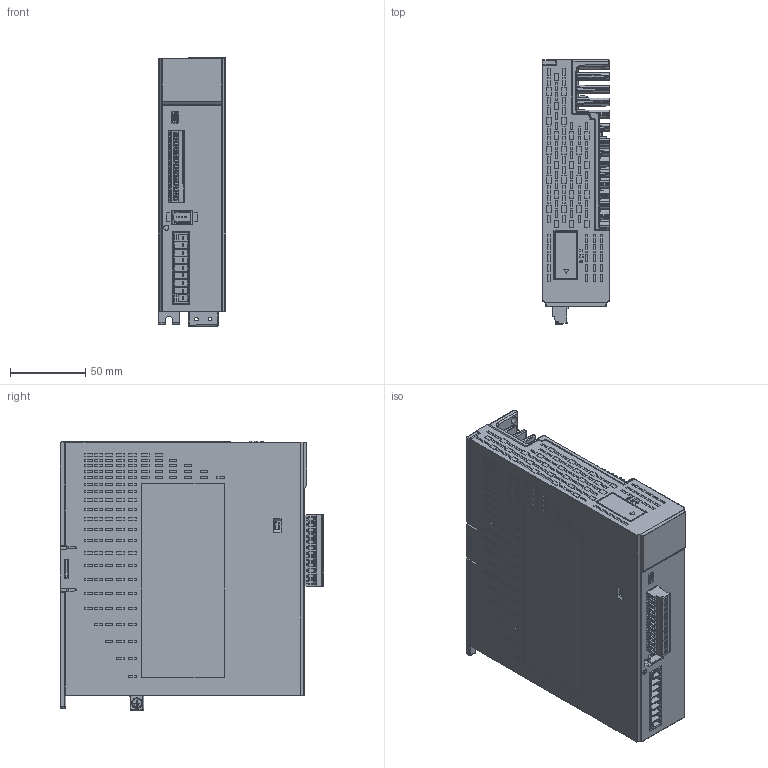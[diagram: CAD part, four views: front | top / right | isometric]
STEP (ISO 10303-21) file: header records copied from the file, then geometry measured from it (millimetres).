
FILE_DESCRIPTION(/* description */ (''),/* implementation_level */ '2;1');
FILE_NAME(/* name */ 'DS5L1-20P1 20P2 20P4-PTA-官网图',/* time_stamp */ '2021-09-29T15:34:58+08:00',/* author */ (''),/* organization */ (''),/* preprocessor_version */ 'ST-DEVELOPER v15',/* originating_system */ '',/* authorisation */ '');
FILE_SCHEMA (('AUTOMOTIVE_DESIGN'));
Products named in the file (1): Document
Bounding box: 45 x 175 x 178.49 mm (x, y, z)
Surface area: 241085.3 mm2 (no closed solid volume)
Topology: 0 solids, 5621 shells, 5621 faces, 29481 edges, 29378 vertices
Faces by surface type: plane 3826, bspline 1795
Entity records: 293193 total; most frequent: CARTESIAN_POINT 136607, ORIENTED_EDGE 29391, EDGE_CURVE 29391, VERTEX_POINT 29391, B_SPLINE_CURVE_WITH_KNOTS 22054, EDGE_LOOP 6166, PRESENTATION_LAYER_ASSIGNMENT 5621, SHELL_BASED_SURFACE_MODEL 5621
